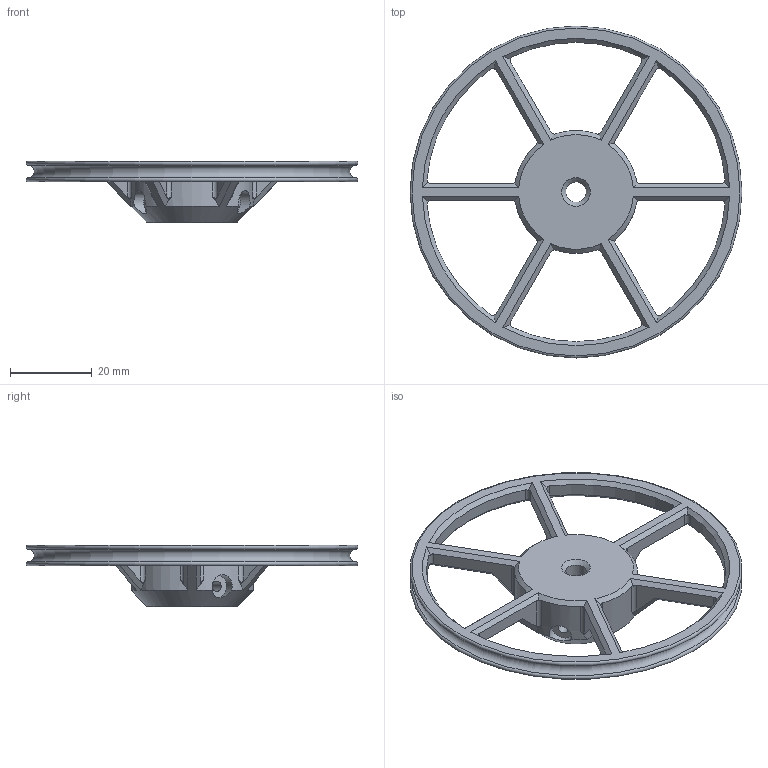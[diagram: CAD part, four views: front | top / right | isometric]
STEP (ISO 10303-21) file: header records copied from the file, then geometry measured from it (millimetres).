
FILE_DESCRIPTION(/* description */ (''),/* implementation_level */ '2;1');
FILE_NAME(/* name */ 'Wheel Mk2.0 v11.step',/* time_stamp */ '2022-06-16T21:44:45+03:00',/* author */ (''),/* organization */ (''),/* preprocessor_version */ 'ST-DEVELOPER v19',/* originating_system */ 'Autodesk Translation Framework v11.7.0.108',/* authorisation */ '');
FILE_SCHEMA (('AUTOMOTIVE_DESIGN { 1 0 10303 214 3 1 1 }'));
Length unit declared in the file: millimetre
Products named in the file (1): Wheel Mk2.0
Bounding box: 81 x 81 x 15 mm (x, y, z)
Volume: 15300.5 mm3; surface area: 9470.7 mm2
Topology: 1 solids, 1 shells, 133 faces, 448 edges, 312 vertices
Faces by surface type: cylinder 43, plane 42, bspline 24, cone 21, torus 3
Full cylindrical faces by diameter (mm): 2.529 x3, 5 x1, 5.6 x3
Entity records: 6413 total; most frequent: CARTESIAN_POINT 2885, ORIENTED_EDGE 896, DIRECTION 540, EDGE_CURVE 448, VERTEX_POINT 312, AXIS2_PLACEMENT_3D 217, B_SPLINE_CURVE_WITH_KNOTS 183, EDGE_LOOP 148
